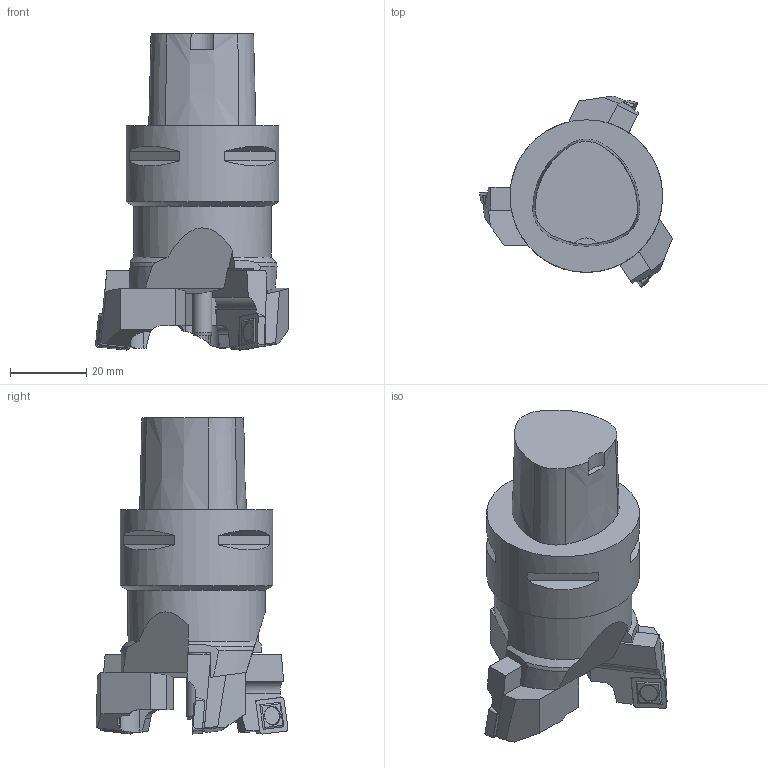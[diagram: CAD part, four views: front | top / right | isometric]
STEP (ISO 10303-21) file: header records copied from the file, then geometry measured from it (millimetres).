
FILE_DESCRIPTION(/* description */ (''),/* implementation_level */ '2;1');
FILE_NAME(/* name */ '1566365566493.stp',/* time_stamp */ '2019-08-21T07:32:53+02:00',/* author */ (''),/* organization */ ('SMS'),/* preprocessor_version */ 'ST-DEVELOPER v16.7',/* originating_system */ 'SIEMENS PLM Software NX 12.0',/* authorisation */ '');
FILE_SCHEMA (('AUTOMOTIVE_DESIGN { 1 0 10303 214 3 1 1 1 }'));
Length unit declared in the file: millimetre
Products named in the file (7): ASSEMBLY_CONSTRUCTION; 201012472mod000_00; 201012448mod000_00; 200955317mod000_01; 201012481mod000_01; 201069491mod000_01
Assembly tree (8 placements, depth 3):
  201069491mod000_01
    200955317mod000_01
    201012481mod000_01  x3
      201012448mod000_00
      201012472mod000_00
      ASSEMBLY_CONSTRUCTION
    ASSEMBLY_CONSTRUCTION
Bounding box: 50.54 x 50.26 x 82.84 mm (x, y, z)
Volume: 69489.1 mm3; surface area: 16709.3 mm2
Topology: 7 solids, 7 shells, 302 faces, 775 edges, 533 vertices
Faces by surface type: plane 188, cone 53, cylinder 37, torus 24
Full cylindrical faces by diameter (mm): 3.2 x6, 5.008 x1, 36 x1, 40 x1
Entity records: 4469 total; most frequent: CARTESIAN_POINT 853, DIRECTION 732, ORIENTED_EDGE 650, EDGE_CURVE 325, AXIS2_PLACEMENT_3D 265, VERTEX_POINT 224, LINE 202, VECTOR 202
